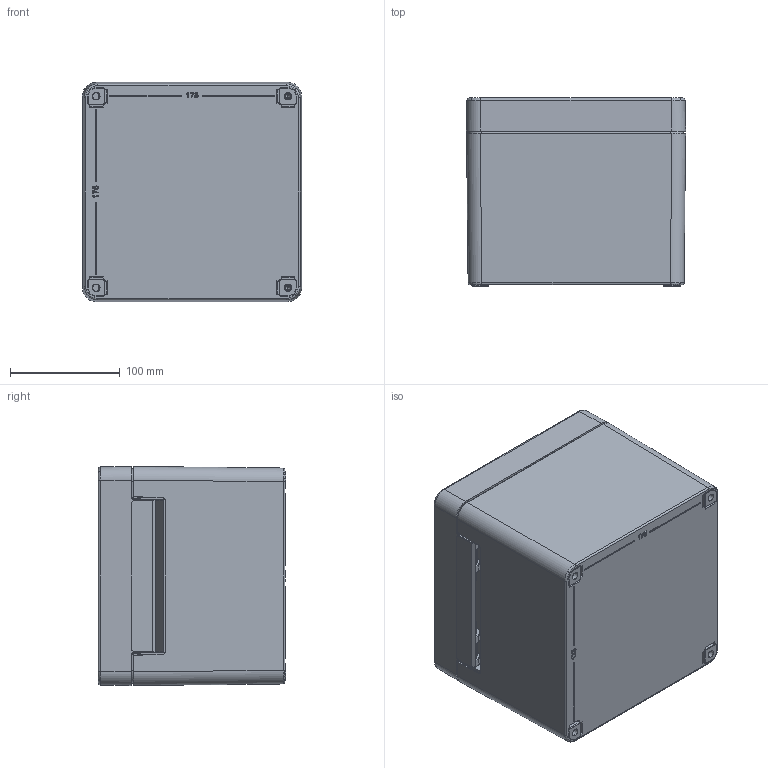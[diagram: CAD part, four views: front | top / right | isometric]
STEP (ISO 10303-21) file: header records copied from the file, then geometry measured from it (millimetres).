
FILE_DESCRIPTION (( 'STEP AP214' ), '1' );
FILE_NAME ('26202000.STEP', '2013-05-24T07:34:21', ( ' ' ), ( '' ), 'SwSTEP 2.0', 'SolidWorks 2011', '' );
FILE_SCHEMA (( 'AUTOMOTIVE_DESIGN' ));
Products named in the file (12): 21630004; 93314; 92684; 94071_Vorspannung 18 mm; 83010; 95031; 82014; 86233; 86234; 26210; 25210; 26202000
Assembly tree (19 placements, depth 3):
  26202000
    86234  x2
    86233  x4
    82014
    95031  x2
    83010  x2
    94071_Vorspannung 18 mm  x2
    92684
    21630004
      93314  x2
    26210
    25210
Bounding box: 200.04 x 171.33 x 200 mm (x, y, z)
Volume: 338823.3 mm3; surface area: 481029.8 mm2
Topology: 17 solids, 18 shells, 3129 faces, 7444 edges, 4029 vertices
Faces by surface type: cylinder 1068, bspline 1063, plane 588, sphere 172, cone 130, torus 108
Entity records: 122037 total; most frequent: CARTESIAN_POINT 69264, ORIENTED_EDGE 12312, DIRECTION 9156, EDGE_CURVE 6156, AXIS2_PLACEMENT_3D 3513, VERTEX_POINT 3481, EDGE_LOOP 2833, FACE_OUTER_BOUND 2753
